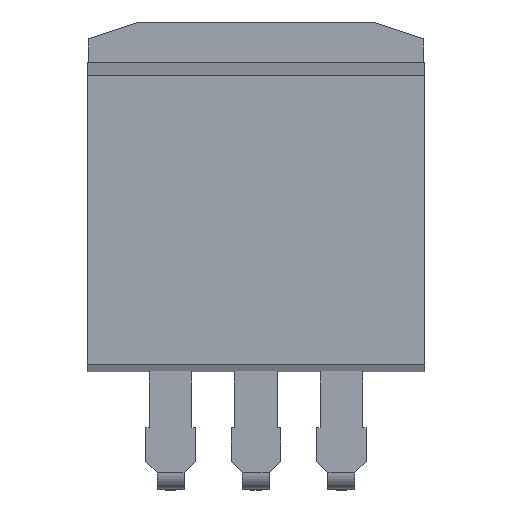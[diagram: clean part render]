
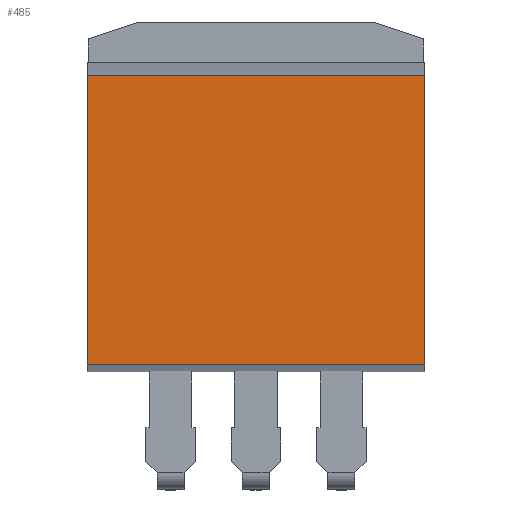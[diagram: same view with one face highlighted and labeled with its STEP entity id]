
A CAD part, top view. The second image highlights one B-rep face of the part: STEP entity #485.
In plain terms, the highlighted planar face has unit normal (0, 0, 1).
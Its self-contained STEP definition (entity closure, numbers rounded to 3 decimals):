
#41=VECTOR('',#42,1.);
#42=DIRECTION('',(0.,1.,0.));
#204=VECTOR('',#205,1.);
#205=DIRECTION('',(1.,0.,0.));
#272=VERTEX_POINT('',#273);
#273=CARTESIAN_POINT('',(-2.47,3.45,4.5));
#278=EDGE_CURVE('',#272,#279,#281,.T.);
#279=VERTEX_POINT('',#280);
#280=CARTESIAN_POINT('',(-2.47,12.05,4.5));
#281=LINE('',#273,#41);
#393=VERTEX_POINT('',#394);
#394=CARTESIAN_POINT('',(7.55,3.45,4.5));
#396=ORIENTED_EDGE('',*,*,#397,.T.);
#397=EDGE_CURVE('',#393,#398,#400,.T.);
#398=VERTEX_POINT('',#399);
#399=CARTESIAN_POINT('',(7.55,12.05,4.5));
#400=LINE('',#394,#41);
#410=EDGE_CURVE('',#279,#398,#411,.T.);
#411=LINE('',#280,#204);
#480=EDGE_CURVE('',#272,#393,#481,.T.);
#481=LINE('',#273,#204);
#485=ADVANCED_FACE('',(#486),#491,.T.);
#486=FACE_BOUND('',#487,.T.);
#487=EDGE_LOOP('',(#488,#396,#489,#490));
#488=ORIENTED_EDGE('',*,*,#480,.T.);
#489=ORIENTED_EDGE('',*,*,#410,.F.);
#490=ORIENTED_EDGE('',*,*,#278,.F.);
#491=PLANE('',#492);
#492=AXIS2_PLACEMENT_3D('',#273,#493,#42);
#493=DIRECTION('',(0.,0.,1.));
